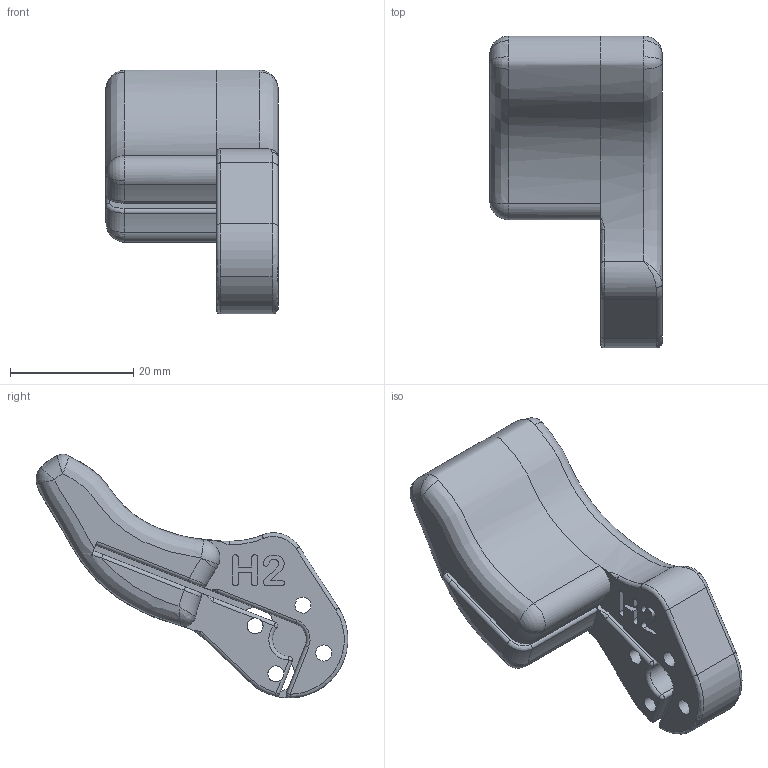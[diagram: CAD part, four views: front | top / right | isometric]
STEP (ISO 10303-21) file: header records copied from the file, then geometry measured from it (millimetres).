
FILE_DESCRIPTION(('HOOPS Exchange Step'),'2;1');
FILE_NAME('temp_export','2025-01-14T13:33:32+10:00',('mobile'),('Shapr3D Limited'),'HOOPS Exchange 2024.6','Shapr3D','Authorized');
FILE_SCHEMA( ('AP242_MANAGED_MODEL_BASED_3D_ENGINEERING_MIM_LF {1 0 10303 442 1 1 4 }') );
Length unit declared in the file: millimetre
Products named in the file (3): Trigger.step; root
Assembly tree (2 placements, depth 3):
  root
    Trigger.step
      Trigger.step
Bounding box: 28 x 50.61 x 39.62 mm (x, y, z)
Volume: 13964 mm3; surface area: 6346.1 mm2
Topology: 1 solids, 1 shells, 120 faces, 338 edges, 207 vertices
Faces by surface type: cylinder 36, plane 33, bspline 33, torus 12, sphere 6
Full cylindrical faces by diameter (mm): 2.6 x4, 6 x4
Entity records: 12066 total; most frequent: CARTESIAN_POINT 9108, ORIENTED_EDGE 654, DIRECTION 541, EDGE_CURVE 327, AXIS2_PLACEMENT_3D 209, VERTEX_POINT 207, EDGE_LOOP 130, FACE_BOUND 130
